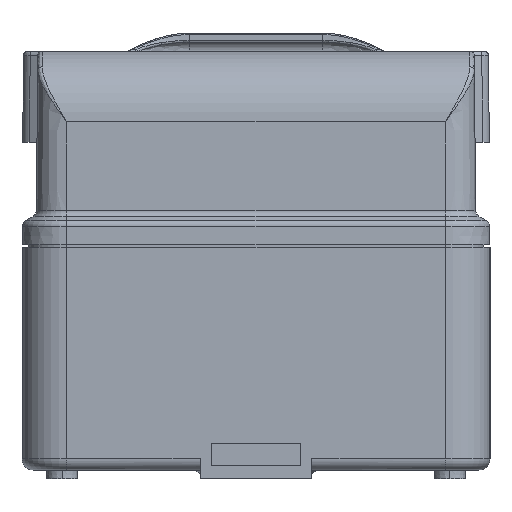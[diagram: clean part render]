
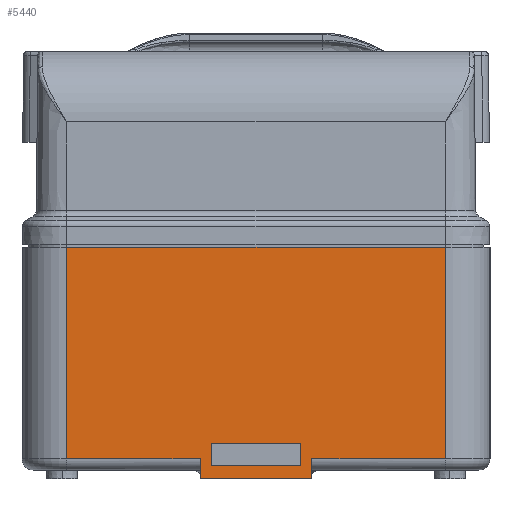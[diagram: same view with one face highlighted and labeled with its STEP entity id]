
A CAD part, left-side view. The second image highlights one B-rep face of the part: STEP entity #5440.
In plain terms, the highlighted planar face has unit normal (-1, 0, 0).
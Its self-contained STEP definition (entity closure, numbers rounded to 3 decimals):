
#298=DIRECTION('',(0.,0.,1.));
#299=VECTOR('',#298,47.5);
#300=CARTESIAN_POINT('',(-217.,-42.5,2.5));
#301=LINE('',#300,#299);
#302=DIRECTION('',(0.,1.,0.));
#303=VECTOR('',#302,20.);
#304=CARTESIAN_POINT('',(-217.,-10.,6.));
#305=LINE('',#304,#303);
#306=DIRECTION('',(0.,-1.,0.));
#307=VECTOR('',#306,20.);
#308=CARTESIAN_POINT('',(-217.,10.,1.));
#309=LINE('',#308,#307);
#310=DIRECTION('',(0.,1.,0.));
#311=VECTOR('',#310,25.);
#312=CARTESIAN_POINT('',(-217.,-12.5,-2.));
#313=LINE('',#312,#311);
#314=DIRECTION('',(0.,1.,0.));
#315=VECTOR('',#314,29.961);
#316=CARTESIAN_POINT('',(-217.,12.539,2.5));
#317=LINE('',#316,#315);
#318=DIRECTION('',(0.,-1.,0.));
#319=VECTOR('',#318,29.961);
#320=CARTESIAN_POINT('',(-217.,-12.539,2.5));
#321=LINE('',#320,#319);
#389=DIRECTION('',(0.,0.009,1.));
#390=VECTOR('',#389,4.5);
#391=CARTESIAN_POINT('',(-217.,12.5,-2.));
#392=LINE('',#391,#390);
#413=DIRECTION('',(0.,0.,1.));
#414=VECTOR('',#413,47.5);
#415=CARTESIAN_POINT('',(-217.,42.5,2.5));
#416=LINE('',#415,#414);
#533=DIRECTION('',(0.,1.,0.));
#534=VECTOR('',#533,85.);
#535=CARTESIAN_POINT('',(-217.,-42.5,50.));
#536=LINE('',#535,#534);
#3757=DIRECTION('',(0.,-0.009,1.));
#3758=VECTOR('',#3757,4.5);
#3759=CARTESIAN_POINT('',(-217.,-12.5,-2.));
#3760=LINE('',#3759,#3758);
#3796=DIRECTION('',(0.,0.,1.));
#3797=VECTOR('',#3796,5.);
#3798=CARTESIAN_POINT('',(-217.,10.,1.));
#3799=LINE('',#3798,#3797);
#3828=DIRECTION('',(0.,0.,1.));
#3829=VECTOR('',#3828,5.);
#3830=CARTESIAN_POINT('',(-217.,-10.,1.));
#3831=LINE('',#3830,#3829);
#3936=CARTESIAN_POINT('',(-217.,-10.,1.));
#3937=CARTESIAN_POINT('',(-217.,-10.,6.));
#3938=VERTEX_POINT('',#3936);
#3939=VERTEX_POINT('',#3937);
#3944=CARTESIAN_POINT('',(-217.,-42.5,50.));
#3946=VERTEX_POINT('',#3944);
#4042=CARTESIAN_POINT('',(-217.,-12.5,-2.));
#4043=VERTEX_POINT('',#4042);
#4044=CARTESIAN_POINT('',(-217.,-42.5,2.5));
#4046=VERTEX_POINT('',#4044);
#4052=CARTESIAN_POINT('',(-217.,-12.539,2.5));
#4053=VERTEX_POINT('',#4052);
#4155=CARTESIAN_POINT('',(-217.,10.,1.));
#4156=CARTESIAN_POINT('',(-217.,10.,6.));
#4157=VERTEX_POINT('',#4155);
#4158=VERTEX_POINT('',#4156);
#4163=CARTESIAN_POINT('',(-217.,42.5,50.));
#4165=VERTEX_POINT('',#4163);
#4261=CARTESIAN_POINT('',(-217.,12.5,-2.));
#4262=VERTEX_POINT('',#4261);
#4263=CARTESIAN_POINT('',(-217.,42.5,2.5));
#4265=VERTEX_POINT('',#4263);
#4271=CARTESIAN_POINT('',(-217.,12.539,2.5));
#4272=VERTEX_POINT('',#4271);
#5408=CARTESIAN_POINT('',(-217.,52.5,0.));
#5409=DIRECTION('',(-1.,0.,0.));
#5410=DIRECTION('',(0.,-1.,0.));
#5411=AXIS2_PLACEMENT_3D('',#5408,#5409,#5410);
#5412=PLANE('',#5411);
#5414=ORIENTED_EDGE('',*,*,#5413,.T.);
#5416=ORIENTED_EDGE('',*,*,#5415,.T.);
#5418=ORIENTED_EDGE('',*,*,#5417,.T.);
#5420=ORIENTED_EDGE('',*,*,#5419,.T.);
#5422=ORIENTED_EDGE('',*,*,#5421,.F.);
#5423=ORIENTED_EDGE('',*,*,#5400,.F.);
#5425=ORIENTED_EDGE('',*,*,#5424,.F.);
#5427=ORIENTED_EDGE('',*,*,#5426,.F.);
#5428=EDGE_LOOP('',(#5414,#5416,#5418,#5420,#5422,#5423,#5425,#5427));
#5429=FACE_OUTER_BOUND('',#5428,.F.);
#5431=ORIENTED_EDGE('',*,*,#5430,.T.);
#5433=ORIENTED_EDGE('',*,*,#5432,.F.);
#5435=ORIENTED_EDGE('',*,*,#5434,.T.);
#5437=ORIENTED_EDGE('',*,*,#5436,.T.);
#5438=EDGE_LOOP('',(#5431,#5433,#5435,#5437));
#5439=FACE_BOUND('',#5438,.F.);
#5440=ADVANCED_FACE('',(#5429,#5439),#5412,.T.);
#5400=EDGE_CURVE('',#4046,#3946,#301,.T.);
#5413=EDGE_CURVE('',#4043,#4262,#313,.T.);
#5415=EDGE_CURVE('',#4262,#4272,#392,.T.);
#5417=EDGE_CURVE('',#4272,#4265,#317,.T.);
#5419=EDGE_CURVE('',#4265,#4165,#416,.T.);
#5421=EDGE_CURVE('',#3946,#4165,#536,.T.);
#5424=EDGE_CURVE('',#4053,#4046,#321,.T.);
#5426=EDGE_CURVE('',#4043,#4053,#3760,.T.);
#5430=EDGE_CURVE('',#3939,#4158,#305,.T.);
#5432=EDGE_CURVE('',#4157,#4158,#3799,.T.);
#5434=EDGE_CURVE('',#4157,#3938,#309,.T.);
#5436=EDGE_CURVE('',#3938,#3939,#3831,.T.);
